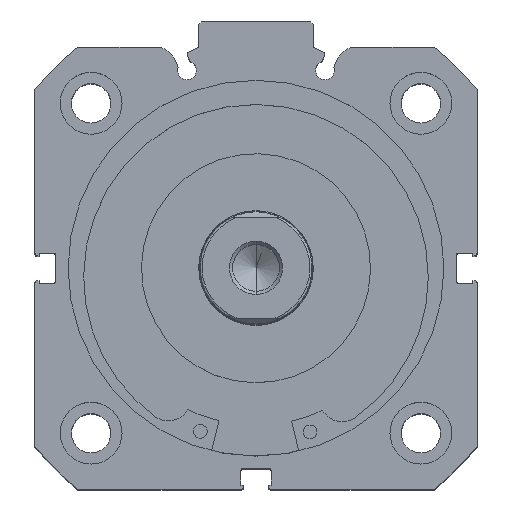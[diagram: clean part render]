
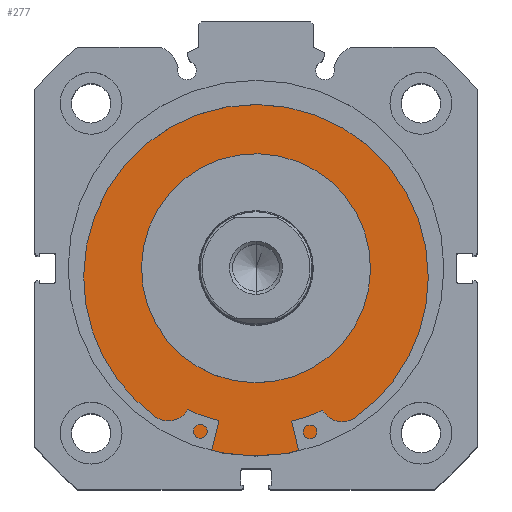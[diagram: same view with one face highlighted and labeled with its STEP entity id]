
A CAD part, top view. The second image highlights one B-rep face of the part: STEP entity #277.
In plain terms, the highlighted face is planar.
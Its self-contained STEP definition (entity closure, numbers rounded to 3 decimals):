
#74 = DIRECTION ( 'NONE',  ( 0., 0., 1. ) ) ;
#76 = DIRECTION ( 'NONE',  ( -1., 0., 0. ) ) ;
#78 = CARTESIAN_POINT ( 'NONE',  ( 4., 0., 0. ) ) ;
#93 = DIRECTION ( 'NONE',  ( 0., 0., 1. ) ) ;
#94 = DIRECTION ( 'NONE',  ( -1., 0., 0. ) ) ;
#96 = CARTESIAN_POINT ( 'NONE',  ( 4., 0., 0. ) ) ;
#277 = ADVANCED_FACE ( 'NONE', ( #2602, #2613 ), #1268, .F. ) ;
#1265 = DIRECTION ( 'NONE',  ( 0., 0., -1. ) ) ;
#1266 = DIRECTION ( 'NONE',  ( 1., 0., 0. ) ) ;
#1268 = PLANE ( 'NONE',  #4394 ) ;
#1269 = CARTESIAN_POINT ( 'NONE',  ( 4., 41., 0. ) ) ;
#1890 = ORIENTED_EDGE ( 'NONE', *, *, #3827, .T. ) ;
#1891 = ORIENTED_EDGE ( 'NONE', *, *, #3812, .T. ) ;
#1892 = ORIENTED_EDGE ( 'NONE', *, *, #3826, .F. ) ;
#1893 = ORIENTED_EDGE ( 'NONE', *, *, #3818, .F. ) ;
#2111 = EDGE_LOOP ( 'NONE', ( #1891, #1890 ) ) ;
#2138 = EDGE_LOOP ( 'NONE', ( #1893, #1892 ) ) ;
#2602 = FACE_BOUND ( 'NONE', #2138, .T. ) ;
#2613 = FACE_OUTER_BOUND ( 'NONE', #2111, .T. ) ;
#3812 = EDGE_CURVE ( 'NONE', #3997, #3929, #4797, .T. ) ;
#3818 = EDGE_CURVE ( 'NONE', #4009, #3954, #4806, .T. ) ;
#3826 = EDGE_CURVE ( 'NONE', #3954, #4009, #4816, .T. ) ;
#3827 = EDGE_CURVE ( 'NONE', #3929, #3997, #4817, .T. ) ;
#3929 = VERTEX_POINT ( 'NONE', #5910 ) ;
#3954 = VERTEX_POINT ( 'NONE', #5933 ) ;
#3997 = VERTEX_POINT ( 'NONE', #5976 ) ;
#4009 = VERTEX_POINT ( 'NONE', #5988 ) ;
#4394 = AXIS2_PLACEMENT_3D ( 'NONE', #1269, #1266, #1265 ) ;
#4551 = AXIS2_PLACEMENT_3D ( 'NONE', #96, #94, #93 ) ;
#4553 = AXIS2_PLACEMENT_3D ( 'NONE', #78, #76, #74 ) ;
#4560 = AXIS2_PLACEMENT_3D ( 'NONE', #5610, #5616, #5617 ) ;
#4561 = AXIS2_PLACEMENT_3D ( 'NONE', #5613, #5618, #5619 ) ;
#4797 = CIRCLE ( 'NONE', #4551, 41. ) ;
#4806 = CIRCLE ( 'NONE', #4553, 25. ) ;
#4816 = CIRCLE ( 'NONE', #4560, 25. ) ;
#4817 = CIRCLE ( 'NONE', #4561, 41. ) ;
#5610 = CARTESIAN_POINT ( 'NONE',  ( 4., 0., 0. ) ) ;
#5613 = CARTESIAN_POINT ( 'NONE',  ( 4., 0., 0. ) ) ;
#5616 = DIRECTION ( 'NONE',  ( -1., 0., 0. ) ) ;
#5617 = DIRECTION ( 'NONE',  ( 0., 0., 1. ) ) ;
#5618 = DIRECTION ( 'NONE',  ( -1., 0., 0. ) ) ;
#5619 = DIRECTION ( 'NONE',  ( 0., 0., 1. ) ) ;
#5910 = CARTESIAN_POINT ( 'NONE',  ( 4., 0., -41. ) ) ;
#5933 = CARTESIAN_POINT ( 'NONE',  ( 4., 0., -25. ) ) ;
#5976 = CARTESIAN_POINT ( 'NONE',  ( 4., 0., 41. ) ) ;
#5988 = CARTESIAN_POINT ( 'NONE',  ( 4., 0., 25. ) ) ;
